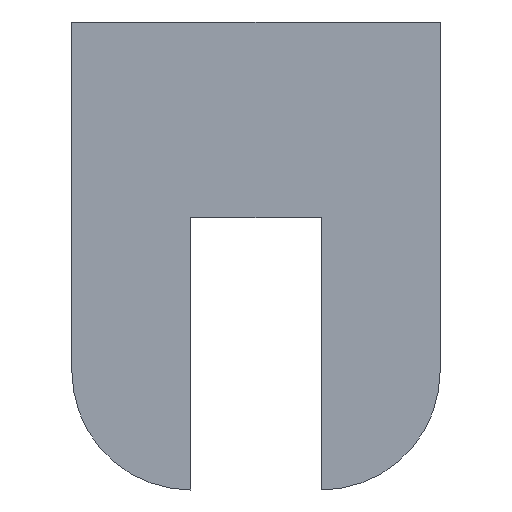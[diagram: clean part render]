
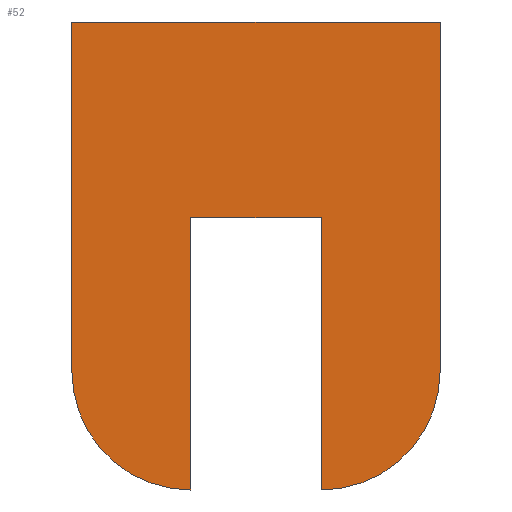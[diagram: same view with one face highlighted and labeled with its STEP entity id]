
A CAD part, front view. The second image highlights one B-rep face of the part: STEP entity #52.
In plain terms, the highlighted planar face has unit normal (0, -1, 0).
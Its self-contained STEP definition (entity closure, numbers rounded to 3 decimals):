
#52=ADVANCED_FACE('',(#98),#99,.T.);
#98=FACE_OUTER_BOUND('',#135,.T.);
#99=PLANE('',#136);
#135=EDGE_LOOP('',(#215,#216,#217,#218,#219,#220,#221,#222));
#136=AXIS2_PLACEMENT_3D('',#223,#224,#225);
#215=ORIENTED_EDGE('',*,*,#237,.T.);
#216=ORIENTED_EDGE('',*,*,#229,.T.);
#217=ORIENTED_EDGE('',*,*,#234,.T.);
#218=ORIENTED_EDGE('',*,*,#242,.T.);
#219=ORIENTED_EDGE('',*,*,#246,.T.);
#220=ORIENTED_EDGE('',*,*,#250,.T.);
#221=ORIENTED_EDGE('',*,*,#254,.T.);
#222=ORIENTED_EDGE('',*,*,#257,.T.);
#223=CARTESIAN_POINT('',(-59.824,-290.124,2.685));
#224=DIRECTION('',(0.0,-1.0,0.0));
#225=DIRECTION('',(1.0,0.0,0.0));
#229=EDGE_CURVE('',#266,#264,#267,.T.);
#234=EDGE_CURVE('',#264,#272,#274,.T.);
#237=EDGE_CURVE('',#278,#266,#279,.T.);
#242=EDGE_CURVE('',#272,#284,#286,.T.);
#246=EDGE_CURVE('',#284,#290,#292,.T.);
#250=EDGE_CURVE('',#290,#296,#298,.T.);
#254=EDGE_CURVE('',#296,#302,#304,.T.);
#257=EDGE_CURVE('',#302,#278,#307,.T.);
#264=VERTEX_POINT('',#315);
#266=VERTEX_POINT('',#318);
#267=LINE('',#319,#320);
#272=VERTEX_POINT('',#327);
#274=LINE('',#330,#331);
#278=VERTEX_POINT('',#336);
#279=LINE('',#337,#338);
#284=VERTEX_POINT('',#344);
#286=CIRCLE('',#347,2.0);
#290=VERTEX_POINT('',#352);
#292=LINE('',#355,#356);
#296=VERTEX_POINT('',#361);
#298=LINE('',#364,#365);
#302=VERTEX_POINT('',#370);
#304=LINE('',#373,#374);
#307=CIRCLE('',#377,2.0);
#315=CARTESIAN_POINT('',(-61.824,-290.124,8.564));
#318=CARTESIAN_POINT('',(-55.624,-290.124,8.564));
#319=CARTESIAN_POINT('',(-55.624,-290.124,8.564));
#320=VECTOR('',#382,1.0);
#327=CARTESIAN_POINT('',(-61.824,-290.124,2.685));
#330=CARTESIAN_POINT('',(-61.824,-290.124,8.564));
#331=VECTOR('',#386,1.0);
#336=CARTESIAN_POINT('',(-55.624,-290.124,2.685));
#337=CARTESIAN_POINT('',(-55.624,-290.124,2.685));
#338=VECTOR('',#388,1.0);
#344=CARTESIAN_POINT('',(-59.824,-290.124,0.685));
#347=AXIS2_PLACEMENT_3D('',#394,#395,#396);
#352=CARTESIAN_POINT('',(-59.824,-290.124,5.271));
#355=CARTESIAN_POINT('',(-59.824,-290.124,0.685));
#356=VECTOR('',#399,1.0);
#361=CARTESIAN_POINT('',(-57.624,-290.124,5.271));
#364=CARTESIAN_POINT('',(-59.824,-290.124,5.271));
#365=VECTOR('',#402,1.0);
#370=CARTESIAN_POINT('',(-57.624,-290.124,0.685));
#373=CARTESIAN_POINT('',(-57.624,-290.124,5.271));
#374=VECTOR('',#405,1.0);
#377=AXIS2_PLACEMENT_3D('',#409,#410,#411);
#382=DIRECTION('',(-1.0,0.0,0.0));
#386=DIRECTION('',(0.,0.0,-1.0));
#388=DIRECTION('',(0.,0.0,1.0));
#394=CARTESIAN_POINT('',(-59.824,-290.124,2.685));
#395=DIRECTION('',(0.0,-1.0,0.0));
#396=DIRECTION('',(1.0,0.0,0.0));
#399=DIRECTION('',(0.,0.0,1.0));
#402=DIRECTION('',(1.0,0.0,0.0));
#405=DIRECTION('',(0.,0.0,-1.0));
#409=CARTESIAN_POINT('',(-57.624,-290.124,2.685));
#410=DIRECTION('',(0.0,-1.0,0.0));
#411=DIRECTION('',(1.0,0.0,0.0));
